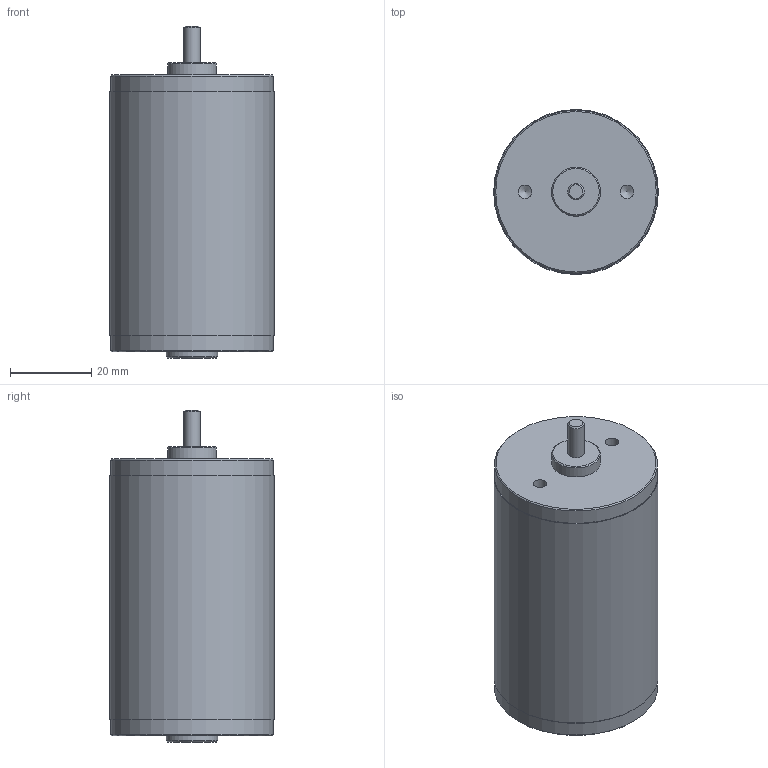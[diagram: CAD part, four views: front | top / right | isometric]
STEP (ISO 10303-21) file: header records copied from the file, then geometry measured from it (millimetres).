
FILE_DESCRIPTION(/* description */ (''),/* implementation_level */ '2;1');
FILE_NAME(/* name */ 'MOT_BAGMotor_217-3351.ipt.stp',/* time_stamp */ '2016-01-07T16:46:52-08:00',/* author */ ('Autodesk Inc.'),/* organization */ ('Autodesk Inc.'),/* preprocessor_version */ 'ST-DEVELOPER v16.1',/* originating_system */ 'Autodesk Inventor 2016',/* authorisation */ '');
FILE_SCHEMA (('AUTOMOTIVE_DESIGN { 1 0 10303 214 3 1 1 }'));
Length unit declared in the file: millimetre
Products named in the file (1): MOT_BAGMotor_217-3351
Bounding box: 40.4 x 40.4 x 81.5 mm (x, y, z)
Volume: 87448.3 mm3; surface area: 11580.4 mm2
Topology: 1 solids, 1 shells, 22 faces, 40 edges, 25 vertices
Faces by surface type: cylinder 8, cone 7, plane 7
Full cylindrical faces by diameter (mm): 3.3 x2, 4 x1, 12 x1, 12.65 x1, 40 x2, 40.4 x1
Entity records: 501 total; most frequent: DIRECTION 88, CARTESIAN_POINT 65, AXIS2_PLACEMENT_3D 44, EDGE_LOOP 42, ORIENTED_EDGE 42, FACE_OUTER_BOUND 22, ADVANCED_FACE 22, CIRCLE 21
